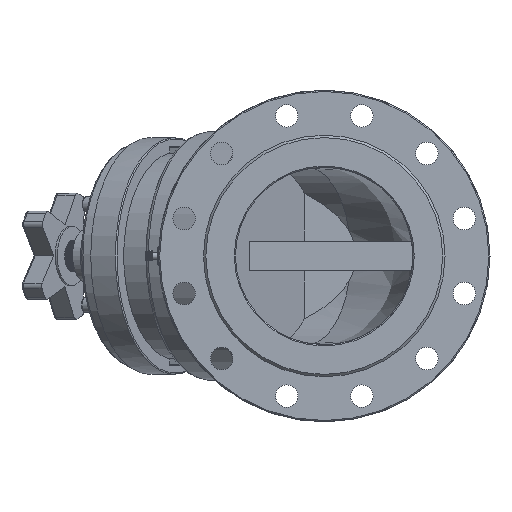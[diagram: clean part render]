
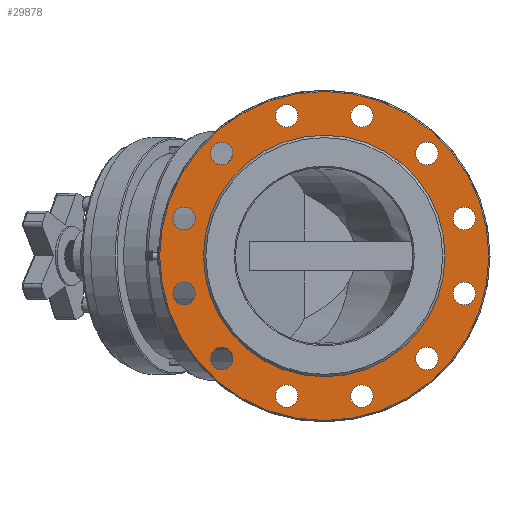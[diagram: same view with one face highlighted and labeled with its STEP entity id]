
A CAD part, left-side view. The second image highlights one B-rep face of the part: STEP entity #29878.
In plain terms, the highlighted planar face has unit normal (-1, 0, 0).
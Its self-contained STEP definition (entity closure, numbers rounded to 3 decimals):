
#382=FACE_BOUND('',#5623,.T.);
#383=FACE_BOUND('',#5624,.T.);
#384=FACE_BOUND('',#5625,.T.);
#385=FACE_BOUND('',#5626,.T.);
#386=FACE_BOUND('',#5627,.T.);
#387=FACE_BOUND('',#5628,.T.);
#388=FACE_BOUND('',#5629,.T.);
#389=FACE_BOUND('',#5630,.T.);
#390=FACE_BOUND('',#5631,.T.);
#391=FACE_BOUND('',#5632,.T.);
#392=FACE_BOUND('',#5633,.T.);
#393=FACE_BOUND('',#5634,.T.);
#394=FACE_BOUND('',#5635,.T.);
#1132=PLANE('',#32458);
#2404=CIRCLE('',#32457,139.);
#2405=CIRCLE('',#32459,102.);
#2406=CIRCLE('',#32460,9.5);
#2407=CIRCLE('',#32461,9.5);
#2408=CIRCLE('',#32462,9.5);
#2409=CIRCLE('',#32463,9.5);
#2410=CIRCLE('',#32464,9.5);
#2411=CIRCLE('',#32465,9.5);
#2412=CIRCLE('',#32466,9.5);
#2413=CIRCLE('',#32467,9.5);
#2414=CIRCLE('',#32468,9.5);
#2415=CIRCLE('',#32469,9.5);
#2416=CIRCLE('',#32470,9.5);
#2417=CIRCLE('',#32471,9.5);
#3905=FACE_OUTER_BOUND('',#5622,.T.);
#5622=EDGE_LOOP('',(#24150));
#5623=EDGE_LOOP('',(#24151));
#5624=EDGE_LOOP('',(#24152));
#5625=EDGE_LOOP('',(#24153));
#5626=EDGE_LOOP('',(#24154));
#5627=EDGE_LOOP('',(#24155));
#5628=EDGE_LOOP('',(#24156));
#5629=EDGE_LOOP('',(#24157));
#5630=EDGE_LOOP('',(#24158));
#5631=EDGE_LOOP('',(#24159));
#5632=EDGE_LOOP('',(#24160));
#5633=EDGE_LOOP('',(#24161));
#5634=EDGE_LOOP('',(#24162));
#5635=EDGE_LOOP('',(#24163));
#13516=VERTEX_POINT('',#49831);
#13517=VERTEX_POINT('',#49835);
#13518=VERTEX_POINT('',#49837);
#13519=VERTEX_POINT('',#49839);
#13520=VERTEX_POINT('',#49841);
#13521=VERTEX_POINT('',#49843);
#13522=VERTEX_POINT('',#49845);
#13523=VERTEX_POINT('',#49847);
#13524=VERTEX_POINT('',#49849);
#13525=VERTEX_POINT('',#49851);
#13526=VERTEX_POINT('',#49853);
#13527=VERTEX_POINT('',#49855);
#13528=VERTEX_POINT('',#49857);
#13529=VERTEX_POINT('',#49859);
#17113=EDGE_CURVE('',#13516,#13516,#2404,.T.);
#17114=EDGE_CURVE('',#13517,#13517,#2405,.T.);
#17115=EDGE_CURVE('',#13518,#13518,#2406,.T.);
#17116=EDGE_CURVE('',#13519,#13519,#2407,.T.);
#17117=EDGE_CURVE('',#13520,#13520,#2408,.T.);
#17118=EDGE_CURVE('',#13521,#13521,#2409,.T.);
#17119=EDGE_CURVE('',#13522,#13522,#2410,.T.);
#17120=EDGE_CURVE('',#13523,#13523,#2411,.T.);
#17121=EDGE_CURVE('',#13524,#13524,#2412,.T.);
#17122=EDGE_CURVE('',#13525,#13525,#2413,.T.);
#17123=EDGE_CURVE('',#13526,#13526,#2414,.T.);
#17124=EDGE_CURVE('',#13527,#13527,#2415,.T.);
#17125=EDGE_CURVE('',#13528,#13528,#2416,.T.);
#17126=EDGE_CURVE('',#13529,#13529,#2417,.T.);
#24150=ORIENTED_EDGE('',*,*,#17113,.F.);
#24151=ORIENTED_EDGE('',*,*,#17114,.F.);
#24152=ORIENTED_EDGE('',*,*,#17115,.F.);
#24153=ORIENTED_EDGE('',*,*,#17116,.F.);
#24154=ORIENTED_EDGE('',*,*,#17117,.F.);
#24155=ORIENTED_EDGE('',*,*,#17118,.F.);
#24156=ORIENTED_EDGE('',*,*,#17119,.F.);
#24157=ORIENTED_EDGE('',*,*,#17120,.F.);
#24158=ORIENTED_EDGE('',*,*,#17121,.F.);
#24159=ORIENTED_EDGE('',*,*,#17122,.F.);
#24160=ORIENTED_EDGE('',*,*,#17123,.F.);
#24161=ORIENTED_EDGE('',*,*,#17124,.F.);
#24162=ORIENTED_EDGE('',*,*,#17125,.F.);
#24163=ORIENTED_EDGE('',*,*,#17126,.F.);
#29878=ADVANCED_FACE('',(#3905,#382,#383,#384,#385,#386,#387,#388,#389,
#390,#391,#392,#393,#394),#1132,.F.);
#32457=AXIS2_PLACEMENT_3D('',#49833,#38826,#38827);
#32458=AXIS2_PLACEMENT_3D('',#49834,#38828,#38829);
#32459=AXIS2_PLACEMENT_3D('',#49836,#38830,#38831);
#32460=AXIS2_PLACEMENT_3D('',#49838,#38832,#38833);
#32461=AXIS2_PLACEMENT_3D('',#49840,#38834,#38835);
#32462=AXIS2_PLACEMENT_3D('',#49842,#38836,#38837);
#32463=AXIS2_PLACEMENT_3D('',#49844,#38838,#38839);
#32464=AXIS2_PLACEMENT_3D('',#49846,#38840,#38841);
#32465=AXIS2_PLACEMENT_3D('',#49848,#38842,#38843);
#32466=AXIS2_PLACEMENT_3D('',#49850,#38844,#38845);
#32467=AXIS2_PLACEMENT_3D('',#49852,#38846,#38847);
#32468=AXIS2_PLACEMENT_3D('',#49854,#38848,#38849);
#32469=AXIS2_PLACEMENT_3D('',#49856,#38850,#38851);
#32470=AXIS2_PLACEMENT_3D('',#49858,#38852,#38853);
#32471=AXIS2_PLACEMENT_3D('',#49860,#38854,#38855);
#38826=DIRECTION('center_axis',(1.,0.,0.));
#38827=DIRECTION('ref_axis',(0.,-1.,0.));
#38828=DIRECTION('center_axis',(1.,0.,0.));
#38829=DIRECTION('ref_axis',(0.,0.,-1.));
#38830=DIRECTION('center_axis',(-1.,0.,0.));
#38831=DIRECTION('ref_axis',(0.,0.,-1.));
#38832=DIRECTION('center_axis',(-1.,0.,0.));
#38833=DIRECTION('ref_axis',(0.,-1.,0.));
#38834=DIRECTION('center_axis',(-1.,0.,0.));
#38835=DIRECTION('ref_axis',(0.,-1.,0.));
#38836=DIRECTION('center_axis',(-1.,0.,0.));
#38837=DIRECTION('ref_axis',(0.,-1.,0.));
#38838=DIRECTION('center_axis',(-1.,0.,0.));
#38839=DIRECTION('ref_axis',(0.,-1.,0.));
#38840=DIRECTION('center_axis',(-1.,0.,0.));
#38841=DIRECTION('ref_axis',(0.,-1.,0.));
#38842=DIRECTION('center_axis',(-1.,0.,0.));
#38843=DIRECTION('ref_axis',(0.,-1.,0.));
#38844=DIRECTION('center_axis',(-1.,0.,0.));
#38845=DIRECTION('ref_axis',(0.,-1.,0.));
#38846=DIRECTION('center_axis',(-1.,0.,0.));
#38847=DIRECTION('ref_axis',(0.,-1.,0.));
#38848=DIRECTION('center_axis',(-1.,0.,0.));
#38849=DIRECTION('ref_axis',(0.,-1.,0.));
#38850=DIRECTION('center_axis',(-1.,0.,0.));
#38851=DIRECTION('ref_axis',(0.,-1.,0.));
#38852=DIRECTION('center_axis',(-1.,0.,0.));
#38853=DIRECTION('ref_axis',(0.,-1.,0.));
#38854=DIRECTION('center_axis',(-1.,0.,0.));
#38855=DIRECTION('ref_axis',(0.,-1.,0.));
#49831=CARTESIAN_POINT('',(0.,139.,0.));
#49833=CARTESIAN_POINT('Origin',(0.,0.,0.));
#49834=CARTESIAN_POINT('Origin',(0.,0.,0.));
#49835=CARTESIAN_POINT('',(0.,0.,102.));
#49836=CARTESIAN_POINT('Origin',(0.,0.,0.));
#49837=CARTESIAN_POINT('',(0.,127.826,-31.705));
#49838=CARTESIAN_POINT('Origin',(0.,118.326,-31.705));
#49839=CARTESIAN_POINT('',(0.,127.826,31.705));
#49840=CARTESIAN_POINT('Origin',(0.,118.326,31.705));
#49841=CARTESIAN_POINT('',(0.,96.121,86.621));
#49842=CARTESIAN_POINT('Origin',(0.,86.621,86.621));
#49843=CARTESIAN_POINT('',(0.,41.205,118.326));
#49844=CARTESIAN_POINT('Origin',(0.,31.705,118.326));
#49845=CARTESIAN_POINT('',(0.,-22.205,118.326));
#49846=CARTESIAN_POINT('Origin',(0.,-31.705,118.326));
#49847=CARTESIAN_POINT('',(0.,-77.121,86.621));
#49848=CARTESIAN_POINT('Origin',(0.,-86.621,86.621));
#49849=CARTESIAN_POINT('',(0.,-108.826,31.705));
#49850=CARTESIAN_POINT('Origin',(0.,-118.326,31.705));
#49851=CARTESIAN_POINT('',(0.,-108.826,-31.705));
#49852=CARTESIAN_POINT('Origin',(0.,-118.326,-31.705));
#49853=CARTESIAN_POINT('',(0.,-77.121,-86.621));
#49854=CARTESIAN_POINT('Origin',(0.,-86.621,-86.621));
#49855=CARTESIAN_POINT('',(0.,-22.205,-118.326));
#49856=CARTESIAN_POINT('Origin',(0.,-31.705,-118.326));
#49857=CARTESIAN_POINT('',(0.,41.205,-118.326));
#49858=CARTESIAN_POINT('Origin',(0.,31.705,-118.326));
#49859=CARTESIAN_POINT('',(0.,96.121,-86.621));
#49860=CARTESIAN_POINT('Origin',(0.,86.621,-86.621));
